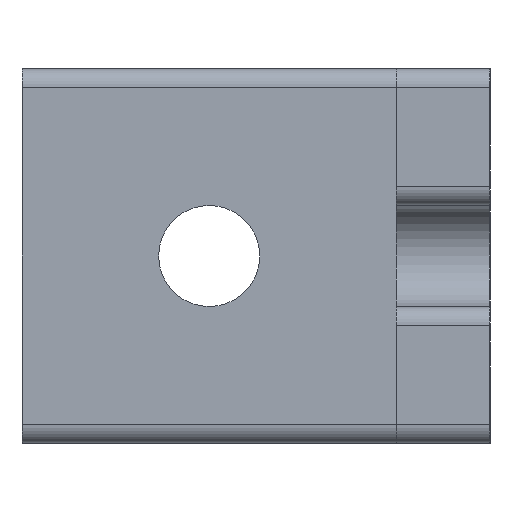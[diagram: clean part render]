
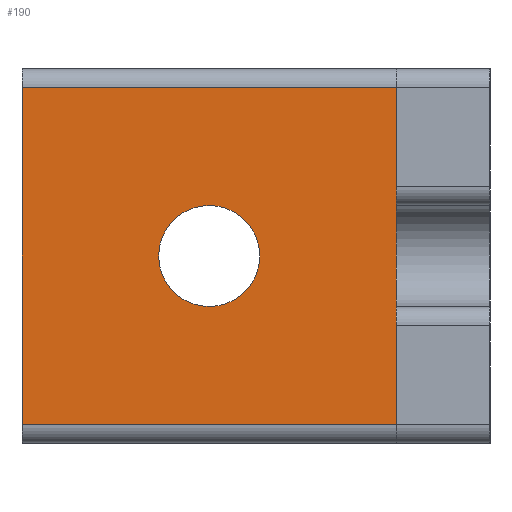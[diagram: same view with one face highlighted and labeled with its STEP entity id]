
A CAD part, left-side view. The second image highlights one B-rep face of the part: STEP entity #190.
In plain terms, the highlighted planar face has unit normal (-1, 0, 0).
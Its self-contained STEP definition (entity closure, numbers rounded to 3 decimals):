
#31 = DIRECTION ( 'NONE',  ( 0., 0., -1. ) ) ;
#81 = VERTEX_POINT ( 'NONE', #1128 ) ;
#82 = EDGE_CURVE ( 'NONE', #676, #1355, #558, .T. ) ;
#121 = DIRECTION ( 'NONE',  ( 1., 0., 0. ) ) ;
#127 = EDGE_CURVE ( 'NONE', #431, #845, #836, .T. ) ;
#130 = VECTOR ( 'NONE', #1300, 1000. ) ;
#140 = DIRECTION ( 'NONE',  ( 0., 1., 0. ) ) ;
#155 = CARTESIAN_POINT ( 'NONE',  ( -18., 15., 0. ) ) ;
#173 = VECTOR ( 'NONE', #1294, 1000. ) ;
#174 = ORIENTED_EDGE ( 'NONE', *, *, #1290, .T. ) ;
#190 = ADVANCED_FACE ( 'NONE', ( #1377, #803 ), #766, .F. ) ;
#207 = CARTESIAN_POINT ( 'NONE',  ( -18., 5., 9. ) ) ;
#215 = EDGE_CURVE ( 'NONE', #81, #262, #728, .T. ) ;
#257 = EDGE_LOOP ( 'NONE', ( #174, #1110, #581, #382 ) ) ;
#258 = CARTESIAN_POINT ( 'NONE',  ( -18., 15., 0. ) ) ;
#262 = VERTEX_POINT ( 'NONE', #320 ) ;
#287 = VECTOR ( 'NONE', #140, 1000. ) ;
#320 = CARTESIAN_POINT ( 'NONE',  ( -18., 5., -9. ) ) ;
#356 = EDGE_LOOP ( 'NONE', ( #967, #1278 ) ) ;
#365 = DIRECTION ( 'NONE',  ( 0., 0., -1. ) ) ;
#382 = ORIENTED_EDGE ( 'NONE', *, *, #215, .T. ) ;
#407 = CIRCLE ( 'NONE', #1126, 2.7 ) ;
#412 = LINE ( 'NONE', #1081, #130 ) ;
#431 = VERTEX_POINT ( 'NONE', #1031 ) ;
#439 = DIRECTION ( 'NONE',  ( 0., 0., -1. ) ) ;
#446 = CARTESIAN_POINT ( 'NONE',  ( -18., 25., 9. ) ) ;
#558 = LINE ( 'NONE', #905, #287 ) ;
#571 = DIRECTION ( 'NONE',  ( 1., 0., 0. ) ) ;
#581 = ORIENTED_EDGE ( 'NONE', *, *, #1323, .F. ) ;
#676 = VERTEX_POINT ( 'NONE', #207 ) ;
#725 = CARTESIAN_POINT ( 'NONE',  ( -18., 15., -2.7 ) ) ;
#728 = LINE ( 'NONE', #867, #173 ) ;
#745 = AXIS2_PLACEMENT_3D ( 'NONE', #155, #571, #31 ) ;
#766 = PLANE ( 'NONE',  #1042 ) ;
#803 = FACE_OUTER_BOUND ( 'NONE', #257, .T. ) ;
#836 = CIRCLE ( 'NONE', #745, 2.7 ) ;
#845 = VERTEX_POINT ( 'NONE', #725 ) ;
#867 = CARTESIAN_POINT ( 'NONE',  ( -18., 10., -9. ) ) ;
#905 = CARTESIAN_POINT ( 'NONE',  ( -18., 25., 9. ) ) ;
#937 = VECTOR ( 'NONE', #1305, 1000. ) ;
#967 = ORIENTED_EDGE ( 'NONE', *, *, #1184, .T. ) ;
#1002 = DIRECTION ( 'NONE',  ( 1., 0., 0. ) ) ;
#1018 = LINE ( 'NONE', #1196, #937 ) ;
#1031 = CARTESIAN_POINT ( 'NONE',  ( -18., 15., 2.7 ) ) ;
#1042 = AXIS2_PLACEMENT_3D ( 'NONE', #1190, #121, #439 ) ;
#1081 = CARTESIAN_POINT ( 'NONE',  ( -18., 5., -10. ) ) ;
#1110 = ORIENTED_EDGE ( 'NONE', *, *, #82, .T. ) ;
#1126 = AXIS2_PLACEMENT_3D ( 'NONE', #258, #1002, #365 ) ;
#1128 = CARTESIAN_POINT ( 'NONE',  ( -18., 25., -9. ) ) ;
#1184 = EDGE_CURVE ( 'NONE', #845, #431, #407, .T. ) ;
#1190 = CARTESIAN_POINT ( 'NONE',  ( -18., 10., -10. ) ) ;
#1196 = CARTESIAN_POINT ( 'NONE',  ( -18., 25., 0. ) ) ;
#1278 = ORIENTED_EDGE ( 'NONE', *, *, #127, .T. ) ;
#1290 = EDGE_CURVE ( 'NONE', #262, #676, #412, .T. ) ;
#1294 = DIRECTION ( 'NONE',  ( 0., -1., 0. ) ) ;
#1300 = DIRECTION ( 'NONE',  ( 0., 0., 1. ) ) ;
#1305 = DIRECTION ( 'NONE',  ( 0., 0., 1. ) ) ;
#1323 = EDGE_CURVE ( 'NONE', #81, #1355, #1018, .T. ) ;
#1355 = VERTEX_POINT ( 'NONE', #446 ) ;
#1377 = FACE_BOUND ( 'NONE', #356, .T. ) ;
